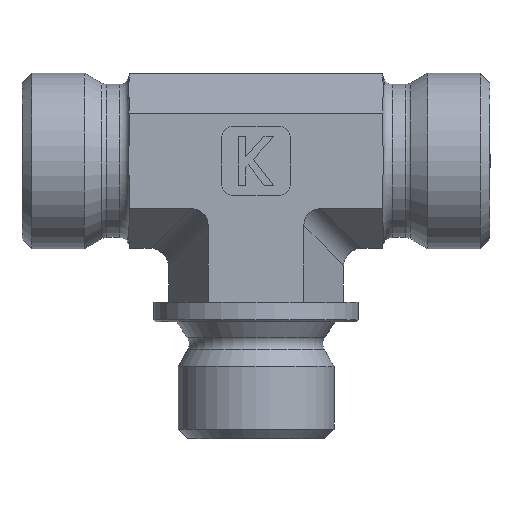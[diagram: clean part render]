
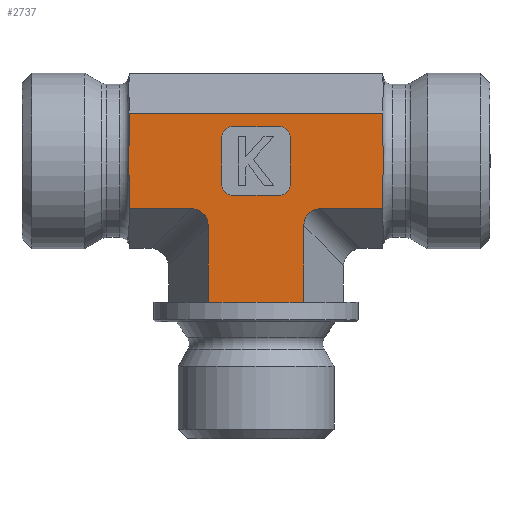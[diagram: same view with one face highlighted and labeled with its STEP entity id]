
A CAD part, left-side view. The second image highlights one B-rep face of the part: STEP entity #2737.
In plain terms, the highlighted planar face has unit normal (-1, 0, 0).
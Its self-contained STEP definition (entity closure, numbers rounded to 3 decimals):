
#472=CARTESIAN_POINT('',(-27.685,22.544,12.036));
#473=VERTEX_POINT('',#472);
#481=CARTESIAN_POINT('',(-27.685,22.544,16.964));
#482=VERTEX_POINT('',#481);
#483=CARTESIAN_POINT('',(-27.685,22.544,16.964));
#484=CARTESIAN_POINT('',(-27.685,22.544,16.731));
#485=CARTESIAN_POINT('',(-27.685,22.551,16.452));
#486=CARTESIAN_POINT('',(-27.685,22.579,15.682));
#487=CARTESIAN_POINT('',(-27.685,22.607,15.038));
#488=CARTESIAN_POINT('',(-27.685,22.607,13.962));
#489=CARTESIAN_POINT('',(-27.685,22.579,13.318));
#490=CARTESIAN_POINT('',(-27.685,22.551,12.548));
#491=CARTESIAN_POINT('',(-27.685,22.544,12.269));
#492=CARTESIAN_POINT('',(-27.685,22.544,12.036));
#493=B_SPLINE_CURVE_WITH_KNOTS('',3,(#483,#484,#485,#486,#487,#488,#489,#490,#491,#492),.UNSPECIFIED.,.F.,.U.,(4,2,2,2,4),(0.785,0.855,1.016,1.177,1.247),.UNSPECIFIED.);
#494=EDGE_CURVE('',#482,#473,#493,.T.);
#901=CARTESIAN_POINT('',(-27.685,22.544,19.407));
#902=VERTEX_POINT('',#901);
#909=CARTESIAN_POINT('',(-27.685,-3.456,19.407));
#910=VERTEX_POINT('',#909);
#911=CARTESIAN_POINT('',(-27.685,22.544,19.407));
#912=DIRECTION('',(0.0,-1.0,0.0));
#913=VECTOR('',#912,26.);
#914=LINE('',#911,#913);
#915=EDGE_CURVE('',#902,#910,#914,.T.);
#967=CARTESIAN_POINT('',(-27.685,22.544,19.407));
#968=DIRECTION('',(0.0,0.0,-1.0));
#969=VECTOR('',#968,2.443);
#970=LINE('',#967,#969);
#971=EDGE_CURVE('',#902,#482,#970,.T.);
#994=CARTESIAN_POINT('',(-27.685,22.544,9.593));
#995=VERTEX_POINT('',#994);
#1002=CARTESIAN_POINT('',(-27.685,22.544,12.036));
#1003=DIRECTION('',(0.0,0.0,-1.0));
#1004=VECTOR('',#1003,2.443);
#1005=LINE('',#1002,#1004);
#1006=EDGE_CURVE('',#473,#995,#1005,.T.);
#1224=CARTESIAN_POINT('',(-27.685,-3.456,16.964));
#1225=VERTEX_POINT('',#1224);
#1233=CARTESIAN_POINT('',(-27.685,-3.456,12.036));
#1234=VERTEX_POINT('',#1233);
#1235=CARTESIAN_POINT('',(-27.685,-3.456,12.036));
#1236=CARTESIAN_POINT('',(-27.685,-3.456,12.269));
#1237=CARTESIAN_POINT('',(-27.685,-3.464,12.548));
#1238=CARTESIAN_POINT('',(-27.685,-3.491,13.318));
#1239=CARTESIAN_POINT('',(-27.685,-3.519,13.962));
#1240=CARTESIAN_POINT('',(-27.685,-3.519,15.038));
#1241=CARTESIAN_POINT('',(-27.685,-3.491,15.682));
#1242=CARTESIAN_POINT('',(-27.685,-3.464,16.452));
#1243=CARTESIAN_POINT('',(-27.685,-3.456,16.731));
#1244=CARTESIAN_POINT('',(-27.685,-3.456,16.964));
#1245=B_SPLINE_CURVE_WITH_KNOTS('',3,(#1235,#1236,#1237,#1238,#1239,#1240,#1241,#1242,#1243,#1244),.UNSPECIFIED.,.F.,.U.,(4,2,2,2,4),(0.782,0.852,1.013,1.174,1.244),.UNSPECIFIED.);
#1246=EDGE_CURVE('',#1234,#1225,#1245,.T.);
#1459=CARTESIAN_POINT('',(-27.685,-3.456,9.593));
#1460=VERTEX_POINT('',#1459);
#1467=CARTESIAN_POINT('',(-27.685,2.904,9.593));
#1468=VERTEX_POINT('',#1467);
#1469=CARTESIAN_POINT('',(-27.685,2.904,9.593));
#1470=DIRECTION('',(0.0,-1.0,0.0));
#1471=VECTOR('',#1470,6.36);
#1472=LINE('',#1469,#1471);
#1473=EDGE_CURVE('',#1468,#1460,#1472,.T.);
#1511=CARTESIAN_POINT('',(-27.685,-3.456,9.593));
#1512=DIRECTION('',(0.0,0.0,1.0));
#1513=VECTOR('',#1512,2.443);
#1514=LINE('',#1511,#1513);
#1515=EDGE_CURVE('',#1460,#1234,#1514,.T.);
#1539=CARTESIAN_POINT('',(-27.685,-3.456,16.964));
#1540=DIRECTION('',(0.0,0.0,1.0));
#1541=VECTOR('',#1540,2.443);
#1542=LINE('',#1539,#1541);
#1543=EDGE_CURVE('',#1225,#910,#1542,.T.);
#2069=CARTESIAN_POINT('',(-27.685,14.451,7.86));
#2070=VERTEX_POINT('',#2069);
#2071=CARTESIAN_POINT('',(-27.685,16.183,9.593));
#2072=VERTEX_POINT('',#2071);
#2073=CARTESIAN_POINT('',(-27.685,16.761,7.283));
#2074=DIRECTION('',(-1.0,0.,0.));
#2075=DIRECTION('',(0.,-0.707,0.707));
#2076=AXIS2_PLACEMENT_3D('',#2073,#2074,#2075);
#2077=ELLIPSE('',#2076,2.582,2.);
#2078=EDGE_CURVE('',#2070,#2072,#2077,.T.);
#2142=CARTESIAN_POINT('',(-27.685,16.183,9.593));
#2143=DIRECTION('',(0.0,1.0,0.0));
#2144=VECTOR('',#2143,6.36);
#2145=LINE('',#2142,#2144);
#2146=EDGE_CURVE('',#2072,#995,#2145,.T.);
#2169=CARTESIAN_POINT('',(-27.685,7.044,11.));
#2170=VERTEX_POINT('',#2169);
#2177=CARTESIAN_POINT('',(-27.685,6.044,12.));
#2178=VERTEX_POINT('',#2177);
#2179=CARTESIAN_POINT('',(-27.685,7.044,12.));
#2180=DIRECTION('',(-1.0,0.0,0.0));
#2181=DIRECTION('',(0.0,-0.707,-0.707));
#2182=AXIS2_PLACEMENT_3D('',#2179,#2180,#2181);
#2183=CIRCLE('',#2182,1.0);
#2184=EDGE_CURVE('',#2170,#2178,#2183,.T.);
#2209=CARTESIAN_POINT('',(-27.685,12.044,11.));
#2210=VERTEX_POINT('',#2209);
#2217=CARTESIAN_POINT('',(-27.685,7.044,11.));
#2218=DIRECTION('',(0.0,1.0,0.0));
#2219=VECTOR('',#2218,5.);
#2220=LINE('',#2217,#2219);
#2221=EDGE_CURVE('',#2170,#2210,#2220,.T.);
#2240=CARTESIAN_POINT('',(-27.685,13.044,12.));
#2241=VERTEX_POINT('',#2240);
#2248=CARTESIAN_POINT('',(-27.685,12.044,12.));
#2249=DIRECTION('',(-1.0,0.0,0.0));
#2250=DIRECTION('',(0.0,0.707,-0.707));
#2251=AXIS2_PLACEMENT_3D('',#2248,#2249,#2250);
#2252=CIRCLE('',#2251,1.0);
#2253=EDGE_CURVE('',#2241,#2210,#2252,.T.);
#2273=CARTESIAN_POINT('',(-27.685,13.044,17.));
#2274=VERTEX_POINT('',#2273);
#2281=CARTESIAN_POINT('',(-27.685,13.044,12.));
#2282=DIRECTION('',(0.0,0.0,1.0));
#2283=VECTOR('',#2282,5.0);
#2284=LINE('',#2281,#2283);
#2285=EDGE_CURVE('',#2241,#2274,#2284,.T.);
#2304=CARTESIAN_POINT('',(-27.685,12.044,18.));
#2305=VERTEX_POINT('',#2304);
#2312=CARTESIAN_POINT('',(-27.685,12.044,17.));
#2313=DIRECTION('',(-1.0,0.0,0.0));
#2314=DIRECTION('',(0.0,0.707,0.707));
#2315=AXIS2_PLACEMENT_3D('',#2312,#2313,#2314);
#2316=CIRCLE('',#2315,1.0);
#2317=EDGE_CURVE('',#2305,#2274,#2316,.T.);
#2337=CARTESIAN_POINT('',(-27.685,7.044,18.));
#2338=VERTEX_POINT('',#2337);
#2345=CARTESIAN_POINT('',(-27.685,12.044,18.));
#2346=DIRECTION('',(0.0,-1.0,0.0));
#2347=VECTOR('',#2346,5.);
#2348=LINE('',#2345,#2347);
#2349=EDGE_CURVE('',#2305,#2338,#2348,.T.);
#2368=CARTESIAN_POINT('',(-27.685,6.044,17.));
#2369=VERTEX_POINT('',#2368);
#2376=CARTESIAN_POINT('',(-27.685,7.044,17.));
#2377=DIRECTION('',(-1.0,0.0,0.0));
#2378=DIRECTION('',(0.0,-0.707,0.707));
#2379=AXIS2_PLACEMENT_3D('',#2376,#2377,#2378);
#2380=CIRCLE('',#2379,1.0);
#2381=EDGE_CURVE('',#2369,#2338,#2380,.T.);
#2428=CARTESIAN_POINT('',(-27.685,6.044,17.));
#2429=DIRECTION('',(0.0,0.0,-1.0));
#2430=VECTOR('',#2429,5.);
#2431=LINE('',#2428,#2430);
#2432=EDGE_CURVE('',#2369,#2178,#2431,.T.);
#2449=CARTESIAN_POINT('',(-27.685,14.451,0.0));
#2450=VERTEX_POINT('',#2449);
#2488=CARTESIAN_POINT('',(-27.685,4.636,0.0));
#2489=VERTEX_POINT('',#2488);
#2496=CARTESIAN_POINT('',(-27.685,14.451,0.0));
#2497=DIRECTION('',(0.0,-1.0,0.0));
#2498=VECTOR('',#2497,9.815);
#2499=LINE('',#2496,#2498);
#2500=EDGE_CURVE('',#2450,#2489,#2499,.T.);
#2519=CARTESIAN_POINT('',(-27.685,14.451,0.0));
#2520=DIRECTION('',(0.0,0.0,1.0));
#2521=VECTOR('',#2520,7.86);
#2522=LINE('',#2519,#2521);
#2523=EDGE_CURVE('',#2450,#2070,#2522,.T.);
#2634=CARTESIAN_POINT('',(-27.685,4.636,7.86));
#2635=VERTEX_POINT('',#2634);
#2636=CARTESIAN_POINT('',(-27.685,2.327,7.283));
#2637=DIRECTION('',(-1.0,0.,0.));
#2638=DIRECTION('',(0.,0.707,0.707));
#2639=AXIS2_PLACEMENT_3D('',#2636,#2637,#2638);
#2640=ELLIPSE('',#2639,2.582,2.0);
#2641=EDGE_CURVE('',#1468,#2635,#2640,.T.);
#2694=CARTESIAN_POINT('',(-27.685,4.636,0.0));
#2695=DIRECTION('',(0.0,0.0,1.0));
#2696=VECTOR('',#2695,7.86);
#2697=LINE('',#2694,#2696);
#2698=EDGE_CURVE('',#2489,#2635,#2697,.T.);
#2706=CARTESIAN_POINT('',(-27.685,4.636,0.0));
#2707=DIRECTION('',(-1.0,0.0,0.0));
#2708=DIRECTION('',(0.0,0.0,1.0));
#2709=AXIS2_PLACEMENT_3D('',#2706,#2707,#2708);
#2710=PLANE('',#2709);
#2711=ORIENTED_EDGE('',*,*,#1006,.T.);
#2712=ORIENTED_EDGE('',*,*,#2146,.F.);
#2713=ORIENTED_EDGE('',*,*,#2078,.F.);
#2714=ORIENTED_EDGE('',*,*,#2523,.F.);
#2715=ORIENTED_EDGE('',*,*,#2500,.T.);
#2716=ORIENTED_EDGE('',*,*,#2698,.T.);
#2717=ORIENTED_EDGE('',*,*,#2641,.F.);
#2718=ORIENTED_EDGE('',*,*,#1473,.T.);
#2719=ORIENTED_EDGE('',*,*,#1515,.T.);
#2720=ORIENTED_EDGE('',*,*,#1246,.T.);
#2721=ORIENTED_EDGE('',*,*,#1543,.T.);
#2722=ORIENTED_EDGE('',*,*,#915,.F.);
#2723=ORIENTED_EDGE('',*,*,#971,.T.);
#2724=ORIENTED_EDGE('',*,*,#494,.T.);
#2725=EDGE_LOOP('',(#2711,#2712,#2713,#2714,#2715,#2716,#2717,#2718,#2719,#2720,#2721,#2722,#2723,#2724));
#2726=FACE_OUTER_BOUND('',#2725,.T.);
#2727=ORIENTED_EDGE('',*,*,#2349,.T.);
#2728=ORIENTED_EDGE('',*,*,#2381,.F.);
#2729=ORIENTED_EDGE('',*,*,#2432,.T.);
#2730=ORIENTED_EDGE('',*,*,#2184,.F.);
#2731=ORIENTED_EDGE('',*,*,#2221,.T.);
#2732=ORIENTED_EDGE('',*,*,#2253,.F.);
#2733=ORIENTED_EDGE('',*,*,#2285,.T.);
#2734=ORIENTED_EDGE('',*,*,#2317,.F.);
#2735=EDGE_LOOP('',(#2727,#2728,#2729,#2730,#2731,#2732,#2733,#2734));
#2736=FACE_BOUND('',#2735,.T.);
#2737=ADVANCED_FACE('',(#2726,#2736),#2710,.T.);
